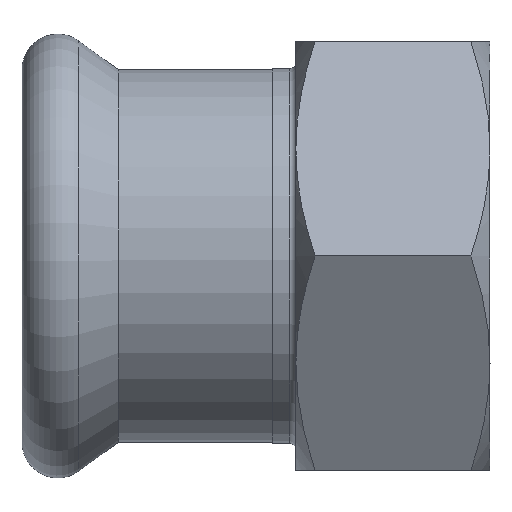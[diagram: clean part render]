
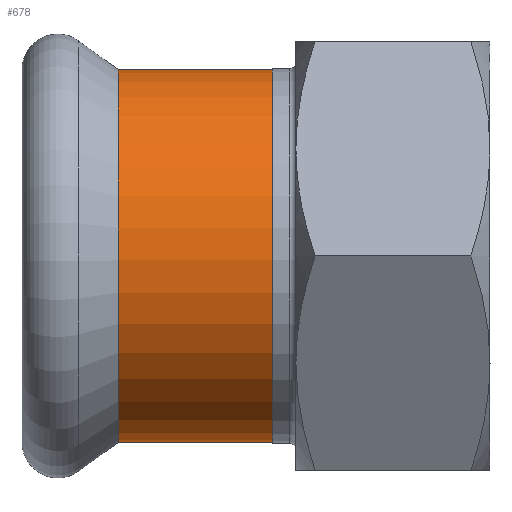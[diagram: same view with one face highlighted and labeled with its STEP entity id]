
A CAD part, front view. The second image highlights one B-rep face of the part: STEP entity #678.
In plain terms, the highlighted cylindrical face has radius 15.65 mm (diameter 31.3 mm), a full revolution.
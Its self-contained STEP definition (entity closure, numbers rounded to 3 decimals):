
#19=CYLINDRICAL_SURFACE('',#784,15.65);
#81=LINE('',#1269,#106);
#106=VECTOR('',#976,15.65);
#162=FACE_OUTER_BOUND('',#209,.T.);
#209=EDGE_LOOP('',(#578,#579,#580,#581));
#213=CIRCLE('',#705,15.65);
#238=CIRCLE('',#758,15.65);
#255=VERTEX_POINT('',#983);
#298=VERTEX_POINT('',#1223);
#312=EDGE_CURVE('',#255,#255,#213,.F.);
#380=EDGE_CURVE('',#298,#298,#238,.T.);
#401=EDGE_CURVE('',#298,#255,#81,.T.);
#578=ORIENTED_EDGE('',*,*,#380,.F.);
#579=ORIENTED_EDGE('',*,*,#401,.T.);
#580=ORIENTED_EDGE('',*,*,#312,.F.);
#581=ORIENTED_EDGE('',*,*,#401,.F.);
#678=ADVANCED_FACE('',(#162),#19,.T.);
#705=AXIS2_PLACEMENT_3D('',#984,#792,#793);
#758=AXIS2_PLACEMENT_3D('',#1225,#917,#918);
#784=AXIS2_PLACEMENT_3D('',#1268,#974,#975);
#792=DIRECTION('center_axis',(-1.,0.,0.));
#793=DIRECTION('ref_axis',(0.,1.,0.));
#917=DIRECTION('center_axis',(-1.,0.,0.));
#918=DIRECTION('ref_axis',(0.,1.,0.));
#974=DIRECTION('center_axis',(-1.,0.,0.));
#975=DIRECTION('ref_axis',(0.,0.878,-0.479));
#976=DIRECTION('',(1.,0.,0.));
#983=CARTESIAN_POINT('',(21.,-13.734,7.503));
#984=CARTESIAN_POINT('Origin',(21.,0.,0.));
#1223=CARTESIAN_POINT('',(8.067,-13.734,7.503));
#1225=CARTESIAN_POINT('Origin',(8.067,0.,0.));
#1268=CARTESIAN_POINT('Origin',(24.725,0.,0.));
#1269=CARTESIAN_POINT('',(24.725,-13.734,7.503));
